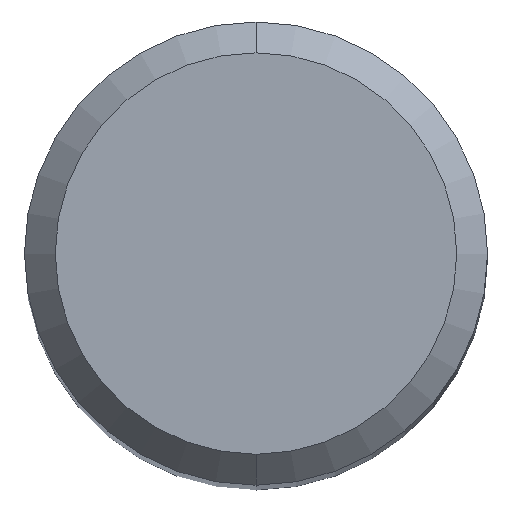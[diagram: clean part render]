
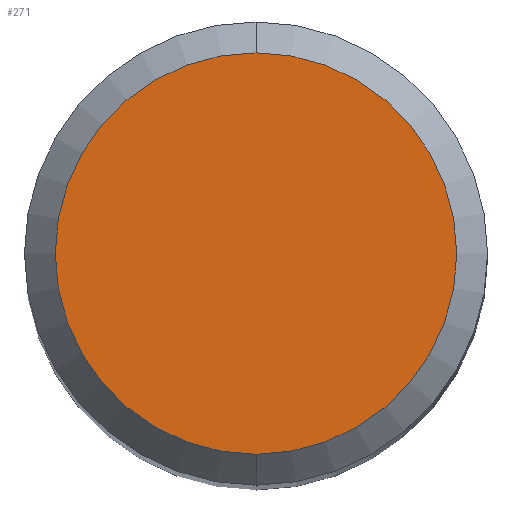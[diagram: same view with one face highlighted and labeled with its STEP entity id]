
A CAD part, top view. The second image highlights one B-rep face of the part: STEP entity #271.
In plain terms, the highlighted planar face has unit normal (0, 0, 1).
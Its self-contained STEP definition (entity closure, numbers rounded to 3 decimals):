
#261=VERTEX_POINT('',#625);
#271=ADVANCED_FACE('',(#637),#638,.T.);
#333=VERTEX_POINT('',#705);
#347=EDGE_CURVE('',#261,#333,#721,.T.);
#491=EDGE_CURVE('',#333,#261,#887,.T.);
#625=CARTESIAN_POINT('',(0.0,2.6,0.0));
#637=FACE_OUTER_BOUND('',#1099,.T.);
#638=PLANE('',#1100);
#705=CARTESIAN_POINT('',(0.,-2.6,0.0));
#721=CIRCLE('',#1240,2.6);
#887=CIRCLE('',#1580,2.6);
#1099=EDGE_LOOP('',(#1726,#1727));
#1100=AXIS2_PLACEMENT_3D('',#1728,#1729,#1730);
#1240=AXIS2_PLACEMENT_3D('',#1825,#1826,#1827);
#1580=AXIS2_PLACEMENT_3D('',#2062,#2063,#2064);
#1726=ORIENTED_EDGE('',*,*,#347,.F.);
#1727=ORIENTED_EDGE('',*,*,#491,.F.);
#1728=CARTESIAN_POINT('',(0.0,1.3,0.0));
#1729=DIRECTION('',(-0.0,0.0,1.0));
#1730=DIRECTION('',(0.0,-1.0,0.0));
#1825=CARTESIAN_POINT('',(0.0,0.0,0.0));
#1826=DIRECTION('',(0.0,0.0,-1.0));
#1827=DIRECTION('',(0.0,1.0,0.0));
#2062=CARTESIAN_POINT('',(0.0,0.0,0.0));
#2063=DIRECTION('',(0.0,0.0,-1.0));
#2064=DIRECTION('',(0.0,1.0,0.0));
